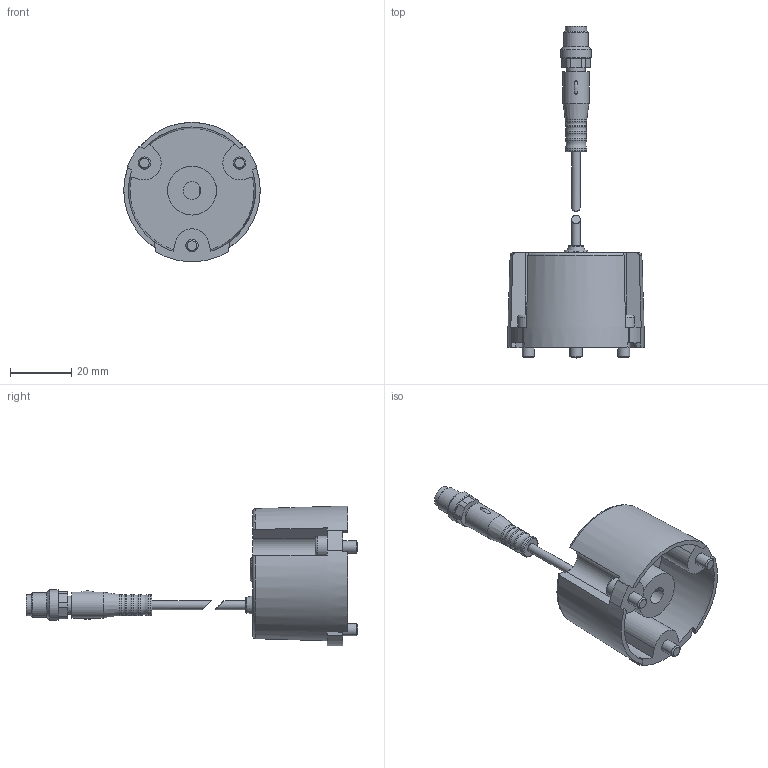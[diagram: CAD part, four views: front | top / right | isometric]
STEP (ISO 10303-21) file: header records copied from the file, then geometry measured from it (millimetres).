
FILE_DESCRIPTION(/* description */ ('STEP AP214'),/* implementation_level */ '2;1');
FILE_NAME(/* name */ '2393546_SRBS-Q12-12-E270-EP-1-S-M8',/* time_stamp */ '2024-09-15T14:34:33+02:00',/* author */ ('License CC BY-ND 4.0'),/* organization */ ('CADENAS'),/* preprocessor_version */ 'ST-DEVELOPER v19.3',/* originating_system */ 'PARTsolutions',/* authorisation */ ' ');
FILE_SCHEMA (('AUTOMOTIVE_DESIGN {1 0 10303 214 3 1 1}'));
Length unit declared in the file: millimetre
Products named in the file (4): 2393546 SRBS-Q12-12-E270-EP-1-S-M8; 2790686 SRBS-Q12-12; 2536521 SRBS-Q12-12; 3400127 SRBS-Q12-12-M8
Assembly tree (3 placements, depth 2):
  2393546 SRBS-Q12-12-E270-EP-1-S-M8
    2790686 SRBS-Q12-12
    2536521 SRBS-Q12-12
    3400127 SRBS-Q12-12-M8
Bounding box: 44.6 x 108.5 x 45.53 mm (x, y, z)
Volume: 22128.7 mm3; surface area: 14985.6 mm2
Topology: 3 solids, 3 shells, 179 faces, 421 edges, 271 vertices
Faces by surface type: plane 98, cylinder 43, torus 23, cone 11, sphere 4
Full cylindrical faces by diameter (mm): 1 x4, 2 x2, 2.9 x2, 3.242 x1, 4 x3, 5.775 x1, 5.8 x1, 5.9 x1, 6.9 x1, 7 x8, 8 x1, 8.5 x1, 10 x1, 16 x1
Entity records: 5994 total; most frequent: CARTESIAN_POINT 966, DIRECTION 812, ORIENTED_EDGE 688, EDGE_CURVE 344, AXIS2_PLACEMENT_3D 325, EDGE_LOOP 259, FACE_BOUND 259, VERTEX_POINT 251
